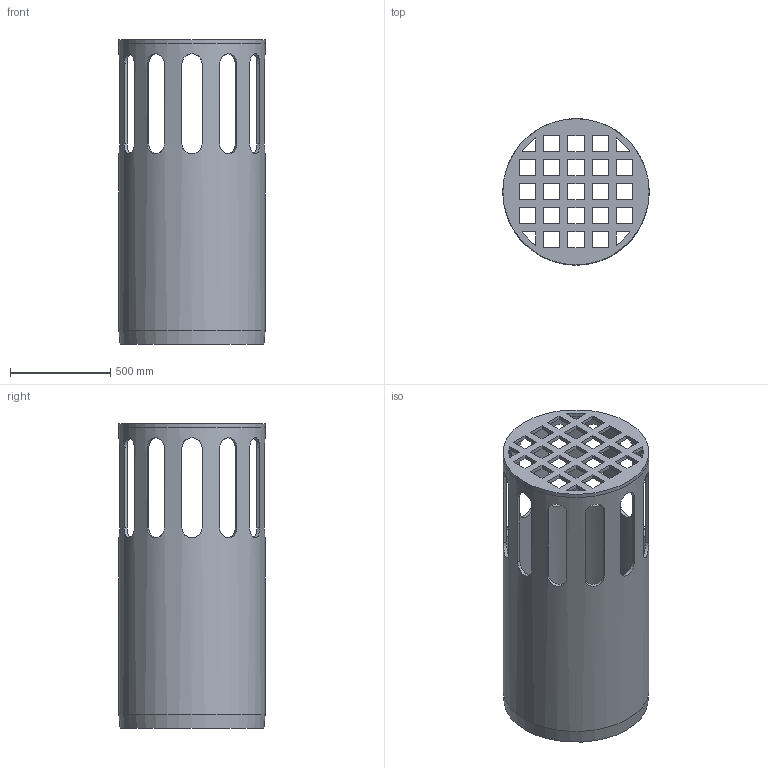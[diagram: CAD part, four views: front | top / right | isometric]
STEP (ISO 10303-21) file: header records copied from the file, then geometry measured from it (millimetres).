
FILE_DESCRIPTION(/* description */ (''),/* implementation_level */ '2;1');
FILE_NAME(/* name */ '13217.070X_3D.stp',/* time_stamp */ '2024-12-11T14:43:51+01:00',/* author */ ('CAD'),/* organization */ (''),/* preprocessor_version */ 'ST-DEVELOPER v20',/* originating_system */ 'AutoCAD Mechanical',/* authorisation */ '');
FILE_SCHEMA (('AUTOMOTIVE_DESIGN { 1 0 10303 214 3 1 1 }'));
Length unit declared in the file: centimetre
Products named in the file (1): Product
Bounding box: 730 x 730 x 1520 mm (x, y, z)
Volume: 50055940.8 mm3; surface area: 6606143.2 mm2
Topology: 2 solids, 2 shells, 153 faces, 452 edges, 300 vertices
Faces by surface type: plane 119, cylinder 31, cone 3
Full cylindrical faces by diameter (mm): 698 x1, 730 x2
Entity records: 6675 total; most frequent: CARTESIAN_POINT 2494, ORIENTED_EDGE 904, DIRECTION 724, EDGE_CURVE 452, LINE 384, VECTOR 384, VERTEX_POINT 300, EDGE_LOOP 226
